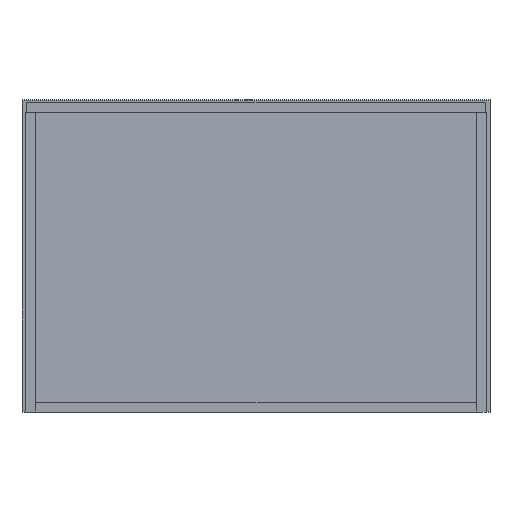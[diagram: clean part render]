
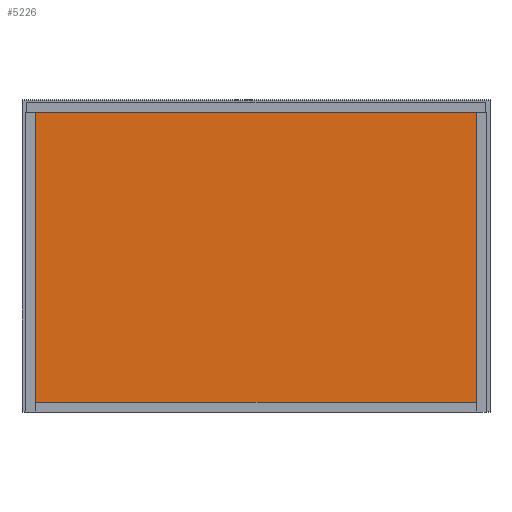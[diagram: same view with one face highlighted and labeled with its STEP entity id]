
A CAD part, front view. The second image highlights one B-rep face of the part: STEP entity #5226.
In plain terms, the highlighted planar face has unit normal (0, -1, 0).
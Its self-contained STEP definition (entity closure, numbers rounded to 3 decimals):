
#489 = EDGE_CURVE ( 'NONE', #6275, #2322, #495, .T. ) ;
#495 = LINE ( 'NONE', #4351, #2925 ) ;
#633 = ORIENTED_EDGE ( 'NONE', *, *, #7802, .T. ) ;
#1896 = DIRECTION ( 'NONE',  ( 0., 0., 1. ) ) ;
#2120 = EDGE_CURVE ( 'NONE', #4925, #2322, #2121, .T. ) ;
#2121 = LINE ( 'NONE', #7967, #8039 ) ;
#2217 = CARTESIAN_POINT ( 'NONE',  ( -353., -275., 480. ) ) ;
#2322 = VERTEX_POINT ( 'NONE', #5015 ) ;
#2539 = AXIS2_PLACEMENT_3D ( 'NONE', #5597, #4986, #1896 ) ;
#2866 = VECTOR ( 'NONE', #7280, 1000. ) ;
#2925 = VECTOR ( 'NONE', #5038, 1000. ) ;
#3217 = VERTEX_POINT ( 'NONE', #2217 ) ;
#4351 = CARTESIAN_POINT ( 'NONE',  ( 353., -275., 1186.181 ) ) ;
#4547 = LINE ( 'NONE', #6677, #2866 ) ;
#4912 = ORIENTED_EDGE ( 'NONE', *, *, #489, .F. ) ;
#4925 = VERTEX_POINT ( 'NONE', #5403 ) ;
#4972 = ORIENTED_EDGE ( 'NONE', *, *, #5767, .T. ) ;
#4983 = CARTESIAN_POINT ( 'NONE',  ( 353., -275., 480. ) ) ;
#4986 = DIRECTION ( 'NONE',  ( 0., 1., 0. ) ) ;
#5015 = CARTESIAN_POINT ( 'NONE',  ( 353., -275., 16. ) ) ;
#5038 = DIRECTION ( 'NONE',  ( 0., 0., -1. ) ) ;
#5226 = ADVANCED_FACE ( 'NONE', ( #5299 ), #5629, .F. ) ;
#5299 = FACE_OUTER_BOUND ( 'NONE', #6988, .T. ) ;
#5403 = CARTESIAN_POINT ( 'NONE',  ( -353., -275., 16. ) ) ;
#5453 = CARTESIAN_POINT ( 'NONE',  ( -353., -275., 480. ) ) ;
#5581 = DIRECTION ( 'NONE',  ( 1., 0., 0. ) ) ;
#5597 = CARTESIAN_POINT ( 'NONE',  ( -353., -275., 1186.181 ) ) ;
#5629 = PLANE ( 'NONE',  #2539 ) ;
#5767 = EDGE_CURVE ( 'NONE', #3217, #4925, #4547, .T. ) ;
#6207 = ORIENTED_EDGE ( 'NONE', *, *, #2120, .T. ) ;
#6275 = VERTEX_POINT ( 'NONE', #4983 ) ;
#6294 = LINE ( 'NONE', #5453, #7668 ) ;
#6677 = CARTESIAN_POINT ( 'NONE',  ( -353., -275., 1186.181 ) ) ;
#6988 = EDGE_LOOP ( 'NONE', ( #4912, #633, #4972, #6207 ) ) ;
#7280 = DIRECTION ( 'NONE',  ( 0., 0., -1. ) ) ;
#7668 = VECTOR ( 'NONE', #7883, 1000. ) ;
#7802 = EDGE_CURVE ( 'NONE', #6275, #3217, #6294, .T. ) ;
#7883 = DIRECTION ( 'NONE',  ( -1., 0., 0. ) ) ;
#7967 = CARTESIAN_POINT ( 'NONE',  ( -353., -275., 16. ) ) ;
#8039 = VECTOR ( 'NONE', #5581, 1000. ) ;
